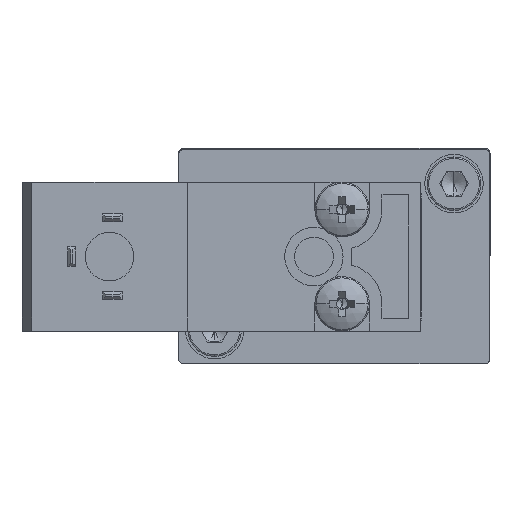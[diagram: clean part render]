
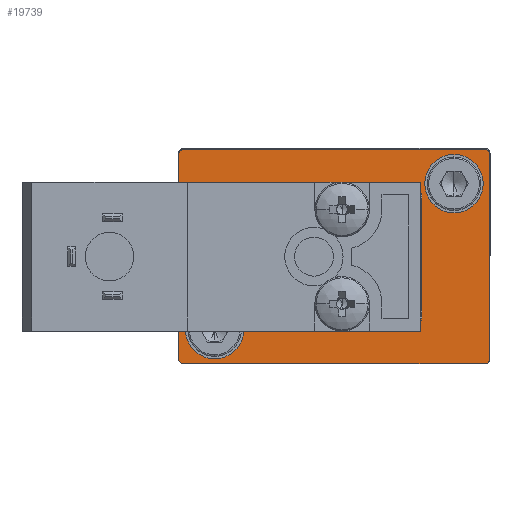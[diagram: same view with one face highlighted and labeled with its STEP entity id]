
A CAD part, left-side view. The second image highlights one B-rep face of the part: STEP entity #19739.
In plain terms, the highlighted planar face has unit normal (-1, 0, 0).
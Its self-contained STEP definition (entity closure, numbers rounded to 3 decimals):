
#320 = AXIS2_PLACEMENT_3D ( 'NONE', #20691, #12469, #4184 ) ;
#562 = VERTEX_POINT ( 'NONE', #20462 ) ;
#655 = DIRECTION ( 'NONE',  ( 0., 1., 0. ) ) ;
#658 = EDGE_LOOP ( 'NONE', ( #15074, #4960 ) ) ;
#716 = CARTESIAN_POINT ( 'NONE',  ( -44.05, 28.3, 0.5 ) ) ;
#930 = ORIENTED_EDGE ( 'NONE', *, *, #18976, .F. ) ;
#935 = DIRECTION ( 'NONE',  ( -1., 0., 0. ) ) ;
#938 = VECTOR ( 'NONE', #11806, 1000. ) ;
#956 = CARTESIAN_POINT ( 'NONE',  ( -44.05, 32., 0. ) ) ;
#994 = EDGE_CURVE ( 'NONE', #17543, #2706, #19627, .T. ) ;
#1102 = PLANE ( 'NONE',  #4545 ) ;
#1318 = AXIS2_PLACEMENT_3D ( 'NONE', #12528, #5986, #2655 ) ;
#1545 = DIRECTION ( 'NONE',  ( 0., 1., 0. ) ) ;
#1666 = VERTEX_POINT ( 'NONE', #6803 ) ;
#1771 = LINE ( 'NONE', #16873, #18833 ) ;
#1911 = EDGE_CURVE ( 'NONE', #562, #13233, #14375, .T. ) ;
#1953 = EDGE_CURVE ( 'NONE', #562, #14111, #15403, .T. ) ;
#2101 = VERTEX_POINT ( 'NONE', #10688 ) ;
#2596 = VERTEX_POINT ( 'NONE', #8040 ) ;
#2655 = DIRECTION ( 'NONE',  ( 0., 0., -1. ) ) ;
#2659 = CARTESIAN_POINT ( 'NONE',  ( -44.05, 31.5, 0. ) ) ;
#2706 = VERTEX_POINT ( 'NONE', #14912 ) ;
#2722 = CARTESIAN_POINT ( 'NONE',  ( -44.05, 31.5, 0.5 ) ) ;
#2800 = CIRCLE ( 'NONE', #320, 1. ) ;
#2831 = CARTESIAN_POINT ( 'NONE',  ( -44.05, 3.7, 18.5 ) ) ;
#2928 = ORIENTED_EDGE ( 'NONE', *, *, #10237, .F. ) ;
#3040 = DIRECTION ( 'NONE',  ( 0., 0., -1. ) ) ;
#3552 = EDGE_LOOP ( 'NONE', ( #15907, #13086, #16882, #15311, #18498, #5368, #10527, #8924, #7169, #2928, #5540, #20275 ) ) ;
#3721 = DIRECTION ( 'NONE',  ( 0., -1., 0. ) ) ;
#3823 = VERTEX_POINT ( 'NONE', #6052 ) ;
#4184 = DIRECTION ( 'NONE',  ( 0., 0., -1. ) ) ;
#4270 = CARTESIAN_POINT ( 'NONE',  ( -44.05, 28.3, 3.5 ) ) ;
#4303 = CARTESIAN_POINT ( 'NONE',  ( -44.05, 0.5, 0.5 ) ) ;
#4448 = DIRECTION ( 'NONE',  ( -1., 0., 0. ) ) ;
#4543 = VERTEX_POINT ( 'NONE', #11541 ) ;
#4545 = AXIS2_PLACEMENT_3D ( 'NONE', #20870, #6324, #12660 ) ;
#4592 = DIRECTION ( 'NONE',  ( 0., 0., -1. ) ) ;
#4618 = EDGE_CURVE ( 'NONE', #11685, #15717, #6159, .T. ) ;
#4726 = FACE_BOUND ( 'NONE', #658, .T. ) ;
#4960 = ORIENTED_EDGE ( 'NONE', *, *, #19613, .F. ) ;
#5098 = CARTESIAN_POINT ( 'NONE',  ( -44.05, 28.3, 3.5 ) ) ;
#5274 = CIRCLE ( 'NONE', #17681, 3. ) ;
#5368 = ORIENTED_EDGE ( 'NONE', *, *, #14792, .T. ) ;
#5474 = CARTESIAN_POINT ( 'NONE',  ( -44.05, 32., 0. ) ) ;
#5540 = ORIENTED_EDGE ( 'NONE', *, *, #11763, .F. ) ;
#5611 = CARTESIAN_POINT ( 'NONE',  ( -44.05, 32., 0. ) ) ;
#5613 = LINE ( 'NONE', #5474, #12307 ) ;
#5775 = AXIS2_PLACEMENT_3D ( 'NONE', #2831, #19433, #3040 ) ;
#5986 = DIRECTION ( 'NONE',  ( -1., 0., 0. ) ) ;
#6016 = DIRECTION ( 'NONE',  ( 0., 0., -1. ) ) ;
#6052 = CARTESIAN_POINT ( 'NONE',  ( -44.05, 0.5, 0. ) ) ;
#6159 = CIRCLE ( 'NONE', #12181, 3. ) ;
#6324 = DIRECTION ( 'NONE',  ( -1., 0., 0. ) ) ;
#6479 = EDGE_CURVE ( 'NONE', #17543, #1666, #8662, .T. ) ;
#6803 = CARTESIAN_POINT ( 'NONE',  ( -44.05, 0.5, 22. ) ) ;
#7059 = CARTESIAN_POINT ( 'NONE',  ( -44.05, 0., 10. ) ) ;
#7169 = ORIENTED_EDGE ( 'NONE', *, *, #9288, .F. ) ;
#7325 = CARTESIAN_POINT ( 'NONE',  ( -44.05, 17.6, 12. ) ) ;
#7356 = AXIS2_PLACEMENT_3D ( 'NONE', #4303, #4448, #11084 ) ;
#7434 = VECTOR ( 'NONE', #20442, 1000. ) ;
#7642 = VECTOR ( 'NONE', #3721, 1000. ) ;
#7843 = CARTESIAN_POINT ( 'NONE',  ( -44.05, 28.3, 6.5 ) ) ;
#8040 = CARTESIAN_POINT ( 'NONE',  ( -44.05, 0., 0.5 ) ) ;
#8557 = EDGE_CURVE ( 'NONE', #13233, #2101, #13864, .T. ) ;
#8593 = CIRCLE ( 'NONE', #5775, 3. ) ;
#8662 = LINE ( 'NONE', #10369, #7642 ) ;
#8675 = DIRECTION ( 'NONE',  ( -1., 0., 0. ) ) ;
#8908 = EDGE_CURVE ( 'NONE', #12254, #18795, #8593, .T. ) ;
#8924 = ORIENTED_EDGE ( 'NONE', *, *, #994, .T. ) ;
#9019 = VECTOR ( 'NONE', #1545, 1000. ) ;
#9288 = EDGE_CURVE ( 'NONE', #4543, #2706, #5613, .T. ) ;
#9317 = DIRECTION ( 'NONE',  ( 0., 0., -1. ) ) ;
#9377 = DIRECTION ( 'NONE',  ( -1., 0., 0. ) ) ;
#10237 = EDGE_CURVE ( 'NONE', #20962, #4543, #14496, .T. ) ;
#10286 = DIRECTION ( 'NONE',  ( 0., 0., -1. ) ) ;
#10369 = CARTESIAN_POINT ( 'NONE',  ( -44.05, 32., 22. ) ) ;
#10440 = DIRECTION ( 'NONE',  ( 0., 0., 1. ) ) ;
#10527 = ORIENTED_EDGE ( 'NONE', *, *, #6479, .F. ) ;
#10581 = AXIS2_PLACEMENT_3D ( 'NONE', #18651, #8675, #11847 ) ;
#10688 = CARTESIAN_POINT ( 'NONE',  ( -44.05, 17.6, 10. ) ) ;
#10897 = AXIS2_PLACEMENT_3D ( 'NONE', #15841, #19274, #9317 ) ;
#11084 = DIRECTION ( 'NONE',  ( 0., 0., -1. ) ) ;
#11541 = CARTESIAN_POINT ( 'NONE',  ( -44.05, 32., 12. ) ) ;
#11685 = VERTEX_POINT ( 'NONE', #716 ) ;
#11763 = EDGE_CURVE ( 'NONE', #2101, #20962, #2800, .T. ) ;
#11806 = DIRECTION ( 'NONE',  ( 0., -1., 0. ) ) ;
#11847 = DIRECTION ( 'NONE',  ( 0., 0., -1. ) ) ;
#11887 = DIRECTION ( 'NONE',  ( -1., 0., 0. ) ) ;
#12181 = AXIS2_PLACEMENT_3D ( 'NONE', #5098, #11887, #10286 ) ;
#12187 = EDGE_CURVE ( 'NONE', #3823, #14111, #13903, .T. ) ;
#12254 = VERTEX_POINT ( 'NONE', #13495 ) ;
#12307 = VECTOR ( 'NONE', #10440, 1000. ) ;
#12469 = DIRECTION ( 'NONE',  ( -1., 0., 0. ) ) ;
#12528 = CARTESIAN_POINT ( 'NONE',  ( -44.05, 31.5, 21.5 ) ) ;
#12660 = DIRECTION ( 'NONE',  ( 0., 0., -1. ) ) ;
#13086 = ORIENTED_EDGE ( 'NONE', *, *, #1953, .T. ) ;
#13233 = VERTEX_POINT ( 'NONE', #17883 ) ;
#13495 = CARTESIAN_POINT ( 'NONE',  ( -44.05, 3.7, 15.5 ) ) ;
#13720 = CIRCLE ( 'NONE', #10581, 0.5 ) ;
#13740 = FACE_BOUND ( 'NONE', #21333, .T. ) ;
#13864 = LINE ( 'NONE', #7059, #938 ) ;
#13893 = EDGE_CURVE ( 'NONE', #15617, #2596, #1771, .T. ) ;
#13903 = LINE ( 'NONE', #956, #9019 ) ;
#14111 = VERTEX_POINT ( 'NONE', #2659 ) ;
#14375 = LINE ( 'NONE', #5611, #7434 ) ;
#14496 = LINE ( 'NONE', #7325, #18168 ) ;
#14792 = EDGE_CURVE ( 'NONE', #15617, #1666, #13720, .T. ) ;
#14912 = CARTESIAN_POINT ( 'NONE',  ( -44.05, 32., 21.5 ) ) ;
#15074 = ORIENTED_EDGE ( 'NONE', *, *, #8908, .F. ) ;
#15124 = DIRECTION ( 'NONE',  ( 0., 0., -1. ) ) ;
#15311 = ORIENTED_EDGE ( 'NONE', *, *, #17311, .T. ) ;
#15403 = CIRCLE ( 'NONE', #18114, 0.5 ) ;
#15617 = VERTEX_POINT ( 'NONE', #19300 ) ;
#15717 = VERTEX_POINT ( 'NONE', #7843 ) ;
#15841 = CARTESIAN_POINT ( 'NONE',  ( -44.05, 3.7, 18.5 ) ) ;
#15907 = ORIENTED_EDGE ( 'NONE', *, *, #1911, .F. ) ;
#16342 = FACE_OUTER_BOUND ( 'NONE', #3552, .T. ) ;
#16873 = CARTESIAN_POINT ( 'NONE',  ( -44.05, 0., 0. ) ) ;
#16882 = ORIENTED_EDGE ( 'NONE', *, *, #12187, .F. ) ;
#17100 = CIRCLE ( 'NONE', #10897, 3. ) ;
#17311 = EDGE_CURVE ( 'NONE', #3823, #2596, #17830, .T. ) ;
#17543 = VERTEX_POINT ( 'NONE', #20149 ) ;
#17681 = AXIS2_PLACEMENT_3D ( 'NONE', #4270, #935, #6016 ) ;
#17830 = CIRCLE ( 'NONE', #7356, 0.5 ) ;
#17883 = CARTESIAN_POINT ( 'NONE',  ( -44.05, 32., 10. ) ) ;
#18114 = AXIS2_PLACEMENT_3D ( 'NONE', #2722, #9377, #4592 ) ;
#18168 = VECTOR ( 'NONE', #655, 1000. ) ;
#18498 = ORIENTED_EDGE ( 'NONE', *, *, #13893, .F. ) ;
#18651 = CARTESIAN_POINT ( 'NONE',  ( -44.05, 0.5, 21.5 ) ) ;
#18746 = CARTESIAN_POINT ( 'NONE',  ( -44.05, 17.6, 12. ) ) ;
#18795 = VERTEX_POINT ( 'NONE', #20349 ) ;
#18833 = VECTOR ( 'NONE', #15124, 1000. ) ;
#18976 = EDGE_CURVE ( 'NONE', #15717, #11685, #5274, .T. ) ;
#19274 = DIRECTION ( 'NONE',  ( -1., 0., 0. ) ) ;
#19300 = CARTESIAN_POINT ( 'NONE',  ( -44.05, 0., 21.5 ) ) ;
#19433 = DIRECTION ( 'NONE',  ( -1., 0., 0. ) ) ;
#19613 = EDGE_CURVE ( 'NONE', #18795, #12254, #17100, .T. ) ;
#19627 = CIRCLE ( 'NONE', #1318, 0.5 ) ;
#19739 = ADVANCED_FACE ( 'NONE', ( #4726, #13740, #16342 ), #1102, .T. ) ;
#19831 = ORIENTED_EDGE ( 'NONE', *, *, #4618, .F. ) ;
#20149 = CARTESIAN_POINT ( 'NONE',  ( -44.05, 31.5, 22. ) ) ;
#20275 = ORIENTED_EDGE ( 'NONE', *, *, #8557, .F. ) ;
#20349 = CARTESIAN_POINT ( 'NONE',  ( -44.05, 3.7, 21.5 ) ) ;
#20442 = DIRECTION ( 'NONE',  ( 0., 0., 1. ) ) ;
#20462 = CARTESIAN_POINT ( 'NONE',  ( -44.05, 32., 0.5 ) ) ;
#20691 = CARTESIAN_POINT ( 'NONE',  ( -44.05, 17.6, 11. ) ) ;
#20870 = CARTESIAN_POINT ( 'NONE',  ( -44.05, 0., 0. ) ) ;
#20962 = VERTEX_POINT ( 'NONE', #18746 ) ;
#21333 = EDGE_LOOP ( 'NONE', ( #19831, #930 ) ) ;
